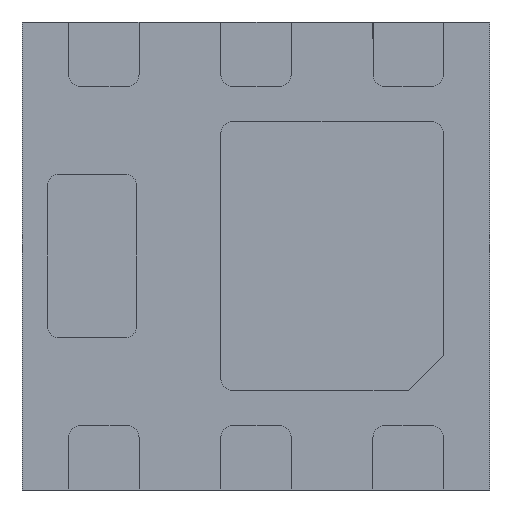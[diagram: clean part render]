
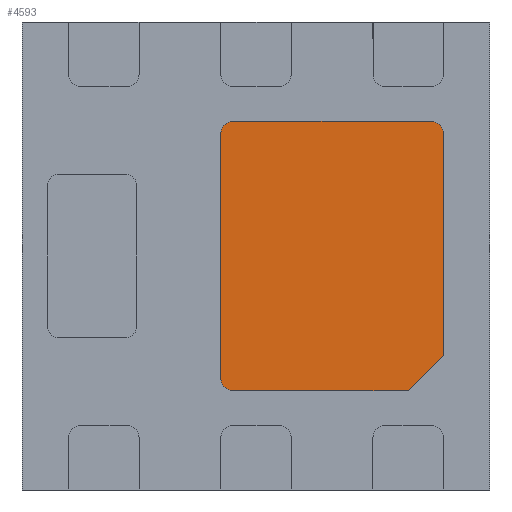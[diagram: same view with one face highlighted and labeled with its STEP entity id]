
A CAD part, left-side view. The second image highlights one B-rep face of the part: STEP entity #4593.
In plain terms, the highlighted face is planar.
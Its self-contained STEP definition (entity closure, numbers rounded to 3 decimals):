
#175=CIRCLE('',#5798,0.05);
#176=CIRCLE('',#5801,0.05);
#177=CIRCLE('',#5806,0.05);
#1588=ORIENTED_EDGE('',*,*,#2253,.F.);
#1589=ORIENTED_EDGE('',*,*,#2267,.F.);
#1590=ORIENTED_EDGE('',*,*,#2265,.F.);
#1591=ORIENTED_EDGE('',*,*,#2263,.F.);
#1592=ORIENTED_EDGE('',*,*,#2261,.F.);
#1593=ORIENTED_EDGE('',*,*,#2259,.F.);
#1594=ORIENTED_EDGE('',*,*,#2257,.F.);
#1595=ORIENTED_EDGE('',*,*,#2255,.F.);
#2253=EDGE_CURVE('',#2708,#2709,#175,.T.);
#2255=EDGE_CURVE('',#2709,#2710,#3229,.T.);
#2257=EDGE_CURVE('',#2710,#2711,#176,.T.);
#2259=EDGE_CURVE('',#2711,#2712,#3232,.T.);
#2261=EDGE_CURVE('',#2712,#2713,#3234,.T.);
#2263=EDGE_CURVE('',#2713,#2714,#3236,.T.);
#2265=EDGE_CURVE('',#2714,#2715,#177,.T.);
#2267=EDGE_CURVE('',#2715,#2708,#3239,.T.);
#2708=VERTEX_POINT('',#8393);
#2709=VERTEX_POINT('',#8395);
#2710=VERTEX_POINT('',#8399);
#2711=VERTEX_POINT('',#8403);
#2712=VERTEX_POINT('',#8407);
#2713=VERTEX_POINT('',#8411);
#2714=VERTEX_POINT('',#8415);
#2715=VERTEX_POINT('',#8419);
#3229=LINE('',#8398,#3753);
#3232=LINE('',#8406,#3756);
#3234=LINE('',#8410,#3758);
#3236=LINE('',#8414,#3760);
#3239=LINE('',#8422,#3763);
#3753=VECTOR('',#7049,1000.);
#3756=VECTOR('',#7058,1000.);
#3758=VECTOR('',#7062,1000.);
#3760=VECTOR('',#7066,1000.);
#3763=VECTOR('',#7075,1000.);
#3993=EDGE_LOOP('',(#1588,#1589,#1590,#1591,#1592,#1593,#1594,#1595));
#4223=FACE_BOUND('',#3993,.T.);
#4371=PLANE('',#5808);
#4593=ADVANCED_FACE('',(#4223),#4371,.F.);
#5798=AXIS2_PLACEMENT_3D('',#8394,#7044,#7045);
#5801=AXIS2_PLACEMENT_3D('',#8402,#7053,#7054);
#5806=AXIS2_PLACEMENT_3D('',#8418,#7070,#7071);
#5808=AXIS2_PLACEMENT_3D('',#8423,#7076,#7077);
#7044=DIRECTION('',(0.,-1.,0.));
#7045=DIRECTION('',(1.,0.,0.));
#7049=DIRECTION('',(-1.,0.,0.));
#7053=DIRECTION('',(0.,-1.,0.));
#7054=DIRECTION('',(1.,0.,0.));
#7058=DIRECTION('',(0.,0.,-1.));
#7062=DIRECTION('',(0.707,0.,-0.707));
#7066=DIRECTION('',(1.,0.,0.));
#7070=DIRECTION('',(0.,-1.,0.));
#7071=DIRECTION('',(-1.,0.,0.));
#7075=DIRECTION('',(0.,0.,1.));
#7076=DIRECTION('',(0.,-1.,0.));
#7077=DIRECTION('',(0.,0.,-1.));
#8393=CARTESIAN_POINT('',(0.15,0.1,0.525));
#8394=CARTESIAN_POINT('',(0.1,0.1,0.525));
#8395=CARTESIAN_POINT('',(0.1,0.1,0.575));
#8398=CARTESIAN_POINT('',(0.1,0.1,0.575));
#8399=CARTESIAN_POINT('',(-0.75,0.1,0.575));
#8402=CARTESIAN_POINT('',(-0.75,0.1,0.525));
#8403=CARTESIAN_POINT('',(-0.8,0.1,0.525));
#8406=CARTESIAN_POINT('',(-0.8,0.1,0.525));
#8407=CARTESIAN_POINT('',(-0.8,0.1,-0.425));
#8410=CARTESIAN_POINT('',(-0.8,0.1,-0.425));
#8411=CARTESIAN_POINT('',(-0.65,0.1,-0.575));
#8414=CARTESIAN_POINT('',(-0.65,0.1,-0.575));
#8415=CARTESIAN_POINT('',(0.1,0.1,-0.575));
#8418=CARTESIAN_POINT('',(0.1,0.1,-0.525));
#8419=CARTESIAN_POINT('',(0.15,0.1,-0.525));
#8422=CARTESIAN_POINT('',(0.15,0.1,-0.525));
#8423=CARTESIAN_POINT('',(0.1,0.1,0.525));
